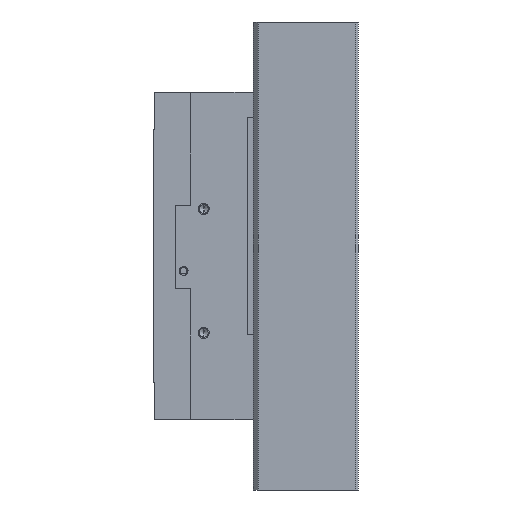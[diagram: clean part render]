
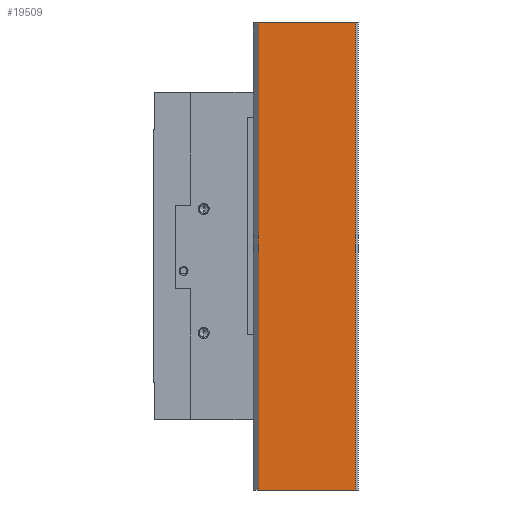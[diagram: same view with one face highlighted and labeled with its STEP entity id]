
A CAD part, left-side view. The second image highlights one B-rep face of the part: STEP entity #19509.
In plain terms, the highlighted planar face has unit normal (-1, 0, 0).
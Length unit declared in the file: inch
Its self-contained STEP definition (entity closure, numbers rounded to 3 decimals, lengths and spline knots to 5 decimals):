
#347 = DIRECTION ( 'NONE',  ( 0., 0., -1. ) ) ;
#505 = LINE ( 'NONE', #10278, #10132 ) ;
#1001 = VERTEX_POINT ( 'NONE', #18686 ) ;
#2512 = DIRECTION ( 'NONE',  ( 0., 0., -1. ) ) ;
#2812 = DIRECTION ( 'NONE',  ( 0., 1., 0. ) ) ;
#4489 = VECTOR ( 'NONE', #12986, 39.37008 ) ;
#4769 = EDGE_CURVE ( 'NONE', #1001, #7756, #17340, .T. ) ;
#4920 = LINE ( 'NONE', #24462, #8604 ) ;
#7756 = VERTEX_POINT ( 'NONE', #23923 ) ;
#7804 = AXIS2_PLACEMENT_3D ( 'NONE', #7982, #27997, #15814 ) ;
#7982 = CARTESIAN_POINT ( 'NONE',  ( -1.35998, 0., 2.361 ) ) ;
#8604 = VECTOR ( 'NONE', #2512, 39.37008 ) ;
#10132 = VECTOR ( 'NONE', #347, 39.37008 ) ;
#10278 = CARTESIAN_POINT ( 'NONE',  ( -1.35998, -0.6153, 2.361 ) ) ;
#10437 = CARTESIAN_POINT ( 'NONE',  ( -1.35998, 0., -2.361 ) ) ;
#12217 = EDGE_CURVE ( 'NONE', #31675, #29154, #22986, .T. ) ;
#12986 = DIRECTION ( 'NONE',  ( 0., 1., 0. ) ) ;
#15438 = VECTOR ( 'NONE', #2812, 39.37008 ) ;
#15814 = DIRECTION ( 'NONE',  ( 0., 1., 0. ) ) ;
#17340 = LINE ( 'NONE', #10437, #4489 ) ;
#18686 = CARTESIAN_POINT ( 'NONE',  ( -1.35998, -1.59701, -2.361 ) ) ;
#19509 = ADVANCED_FACE ( 'NONE', ( #25114 ), #30098, .T. ) ;
#19955 = CARTESIAN_POINT ( 'NONE',  ( -1.35998, 0., 2.361 ) ) ;
#21792 = ORIENTED_EDGE ( 'NONE', *, *, #31099, .F. ) ;
#22986 = LINE ( 'NONE', #19955, #15438 ) ;
#23923 = CARTESIAN_POINT ( 'NONE',  ( -1.35998, -0.6153, -2.361 ) ) ;
#24462 = CARTESIAN_POINT ( 'NONE',  ( -1.35998, -1.59701, 2.361 ) ) ;
#25114 = FACE_OUTER_BOUND ( 'NONE', #30714, .T. ) ;
#25155 = ORIENTED_EDGE ( 'NONE', *, *, #31284, .T. ) ;
#25289 = ORIENTED_EDGE ( 'NONE', *, *, #12217, .T. ) ;
#26715 = CARTESIAN_POINT ( 'NONE',  ( -1.35998, -1.59701, 2.361 ) ) ;
#27997 = DIRECTION ( 'NONE',  ( -1., 0., 0. ) ) ;
#28796 = ORIENTED_EDGE ( 'NONE', *, *, #4769, .F. ) ;
#29154 = VERTEX_POINT ( 'NONE', #31160 ) ;
#30098 = PLANE ( 'NONE',  #7804 ) ;
#30714 = EDGE_LOOP ( 'NONE', ( #28796, #21792, #25289, #25155 ) ) ;
#31099 = EDGE_CURVE ( 'NONE', #31675, #1001, #4920, .T. ) ;
#31160 = CARTESIAN_POINT ( 'NONE',  ( -1.35998, -0.6153, 2.361 ) ) ;
#31284 = EDGE_CURVE ( 'NONE', #29154, #7756, #505, .T. ) ;
#31675 = VERTEX_POINT ( 'NONE', #26715 ) ;
